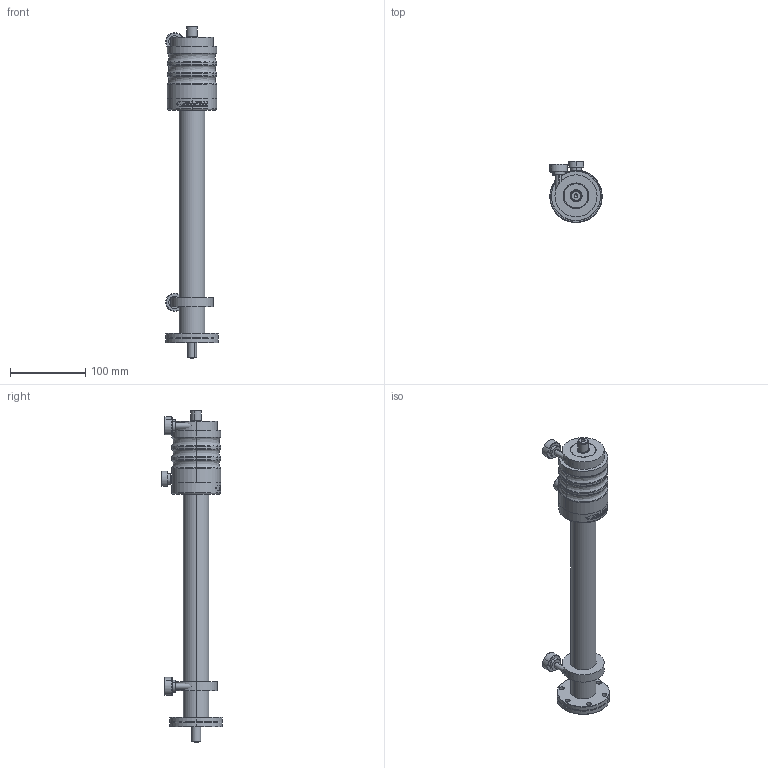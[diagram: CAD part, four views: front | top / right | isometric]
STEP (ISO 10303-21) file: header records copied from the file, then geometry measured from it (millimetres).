
FILE_DESCRIPTION (( 'STEP AP214' ), '1' );
FILE_NAME ('420MDM040-0250.stp', '2024-11-14T09:00:40', ( '' ), ( '' ), 'SwSTEP 2.0', 'SolidWorks 2023', '' );
FILE_SCHEMA (( 'AUTOMOTIVE_DESIGN' ));
Length unit declared in the file: millimetre
Products named in the file (19): 420MDM040-0250; K_420MDM040-0000-02.01 00 Kunden-Wellenfuehrung; 420MDM040-0000-04.01 00 Kunden-Rohr 34x1_420MDM040-0250-04.01 00 Rohr 34x1 250mm Hub; TR-0000069900_PV Logo; K_420MDM040-0000-01.01 00 Kunden-Handstueck-Aussenteil; 420MDM040-0000-05.02 00 Distanzhuelse; K_420MDM040-0000-02.00 00 Kunden-Linearfuehrung; K_420MDM040-0000-03.00 00 Kunden-Innenlaeufer_K_420MDM040-0250-03.00 00 Kunden-Innenlaeufer; K_420MDM040-0000-05.00 00 Kunden-Klemmring-Baugruppe; RaendelmutterDIN6303_M5; K_420MDM040-0000-01.00 00 Kunden-Handstueck; K_420MDM040-0000-04.03 00 Kunden-CF_DN40_420MDM040-0000-04.03; DIN 938 - M6 x 35; K_420MDM040-0000-03.01 00 Kunden-Welle_K_420MDM040-0250-03.01 00 Kunden-Welle; ISO 7380 - M5X16; VMRM014x06A00111; K_420MDM040-0000-05.01 01 Kunden-Klemmring; 420MDM040-0000-04.02 00 Deckel; K_420MDM040-0000-04.00 00 Kunden-Rohrgehaeuse_K_420MDM040-0250-04.00 00 Kunden-Rohrgehaeuse
Assembly tree (19 placements, depth 3):
  420MDM040-0250
    K_420MDM040-0000-04.00 00 Kunden-Rohrgehaeuse_K_420MDM040-0250-04.00 00 Kunden-Rohrgehaeuse
      420MDM040-0000-04.01 00 Kunden-Rohr 34x1_420MDM040-0250-04.01 00 Rohr 34x1 250mm Hub
      420MDM040-0000-04.02 00 Deckel
      K_420MDM040-0000-04.03 00 Kunden-CF_DN40_420MDM040-0000-04.03
    K_420MDM040-0000-02.00 00 Kunden-Linearfuehrung
      K_420MDM040-0000-02.01 00 Kunden-Wellenfuehrung
    K_420MDM040-0000-01.00 00 Kunden-Handstueck
      K_420MDM040-0000-01.01 00 Kunden-Handstueck-Aussenteil
      RaendelmutterDIN6303_M5
      ISO 7380 - M5X16
      TR-0000069900_PV Logo
    K_420MDM040-0000-03.00 00 Kunden-Innenlaeufer_K_420MDM040-0250-03.00 00 Kunden-Innenlaeufer
      K_420MDM040-0000-03.01 00 Kunden-Welle_K_420MDM040-0250-03.01 00 Kunden-Welle
    K_420MDM040-0000-05.00 00 Kunden-Klemmring-Baugruppe  x2
      K_420MDM040-0000-05.01 01 Kunden-Klemmring
      420MDM040-0000-05.02 00 Distanzhuelse
      VMRM014x06A00111
      DIN 938 - M6 x 35
Bounding box: 69.95 x 80.9 x 442 mm (x, y, z)
Volume: 449367.7 mm3; surface area: 189541.3 mm2
Topology: 17 solids, 17 shells, 502 faces, 1249 edges, 804 vertices
Faces by surface type: plane 197, cylinder 184, cone 73, bspline 46, torus 2
Entity records: 14423 total; most frequent: CARTESIAN_POINT 4055, DIRECTION 2100, ORIENTED_EDGE 2042, EDGE_CURVE 1021, AXIS2_PLACEMENT_3D 863, VERTEX_POINT 660, EDGE_LOOP 475, CIRCLE 466
